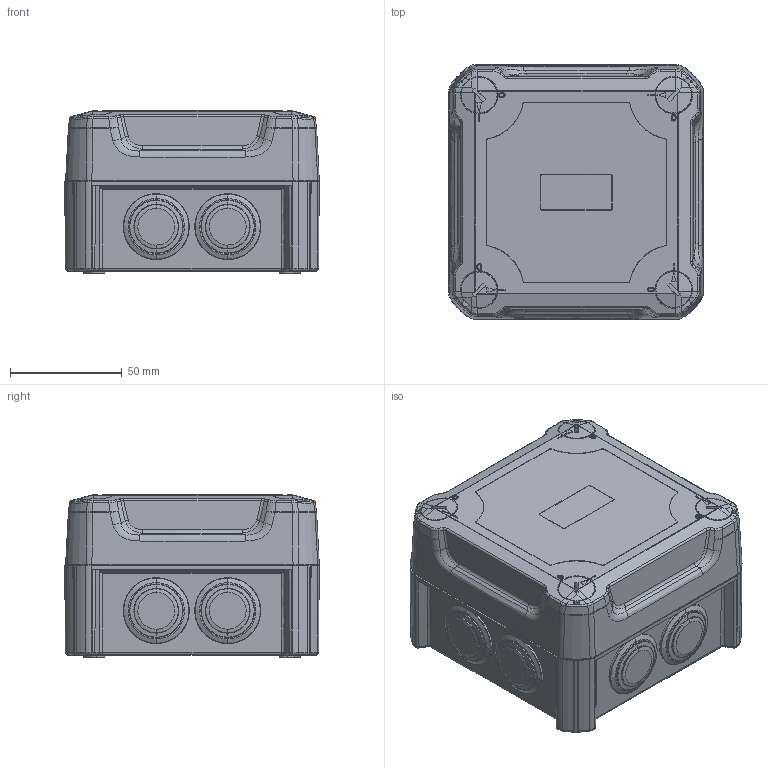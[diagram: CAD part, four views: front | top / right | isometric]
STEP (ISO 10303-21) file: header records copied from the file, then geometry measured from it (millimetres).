
FILE_DESCRIPTION(/* description */ (''),/* implementation_level */ '2;1');
FILE_NAME(/* name */ '2007750',/* time_stamp */ '2016-01-11T13:23:30+01:00',/* author */ (''),/* organization */ (''),/* preprocessor_version */ 'ST-DEVELOPER v15',/* originating_system */ '',/* authorisation */ '');
FILE_SCHEMA (('CONFIG_CONTROL_DESIGN'));
Products named in the file (2): Document; Block 01
Assembly tree (1 placements, depth 2):
  Document
    Block 01
Bounding box: 114 x 114 x 72.97 mm (x, y, z)
Volume: 221375.7 mm3; surface area: 139435.3 mm2
Topology: 16 solids, 16 shells, 2046 faces, 5040 edges, 3047 vertices
Faces by surface type: bspline 1634, plane 412
Entity records: 156753 total; most frequent: CARTESIAN_POINT 128332, ORIENTED_EDGE 10072, EDGE_CURVE 5036, VERTEX_POINT 3047, B_SPLINE_CURVE_WITH_KNOTS 2354, EDGE_LOOP 2105, ADVANCED_FACE 2046, FACE_OUTER_BOUND 2046
